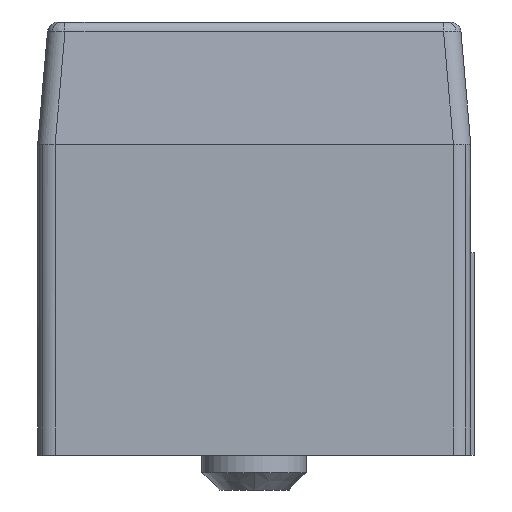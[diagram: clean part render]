
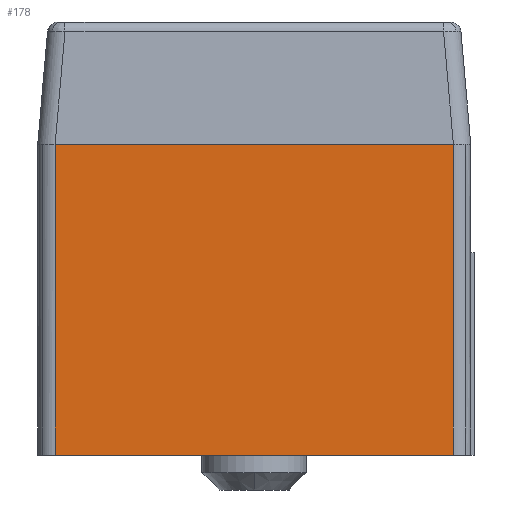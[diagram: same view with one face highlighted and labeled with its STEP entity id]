
A CAD part, front view. The second image highlights one B-rep face of the part: STEP entity #178.
In plain terms, the highlighted planar face has unit normal (0, -1, 0).
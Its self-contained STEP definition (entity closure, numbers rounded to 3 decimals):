
#169 = EDGE_CURVE ( 'NONE', #984, #985, #1178, .T. ) ;
#178 = ADVANCED_FACE ( 'NONE', ( #394 ), #1205, .F. ) ;
#198 = EDGE_CURVE ( 'NONE', #955, #950, #1299, .T. ) ;
#200 = EDGE_CURVE ( 'NONE', #985, #955, #1306, .T. ) ;
#202 = EDGE_CURVE ( 'NONE', #950, #984, #1314, .T. ) ;
#382 = VECTOR ( 'NONE', #1180, 1000. ) ;
#394 = FACE_OUTER_BOUND ( 'NONE', #883, .T. ) ;
#399 = AXIS2_PLACEMENT_3D ( 'NONE', #1206, #1207, #1208 ) ;
#431 = VECTOR ( 'NONE', #1301, 1000. ) ;
#432 = VECTOR ( 'NONE', #1308, 1000. ) ;
#433 = VECTOR ( 'NONE', #1316, 1000. ) ;
#793 = ORIENTED_EDGE ( 'NONE', *, *, #202, .F. ) ;
#796 = ORIENTED_EDGE ( 'NONE', *, *, #200, .F. ) ;
#797 = ORIENTED_EDGE ( 'NONE', *, *, #169, .F. ) ;
#799 = ORIENTED_EDGE ( 'NONE', *, *, #198, .F. ) ;
#883 = EDGE_LOOP ( 'NONE', ( #796, #797, #793, #799 ) ) ;
#950 = VERTEX_POINT ( 'NONE', #1814 ) ;
#955 = VERTEX_POINT ( 'NONE', #1819 ) ;
#984 = VERTEX_POINT ( 'NONE', #1848 ) ;
#985 = VERTEX_POINT ( 'NONE', #1849 ) ;
#1178 = LINE ( 'NONE', #1179, #382 ) ;
#1179 = CARTESIAN_POINT ( 'NONE',  ( 0.05, -16.65, -8.9 ) ) ;
#1180 = DIRECTION ( 'NONE',  ( -1., 0., 0. ) ) ;
#1205 = PLANE ( 'NONE',  #399 ) ;
#1206 = CARTESIAN_POINT ( 'NONE',  ( 5.702, -16.65, -8.9 ) ) ;
#1207 = DIRECTION ( 'NONE',  ( 0., 1., 0. ) ) ;
#1208 = DIRECTION ( 'NONE',  ( -1., 0., 0. ) ) ;
#1299 = LINE ( 'NONE', #1300, #431 ) ;
#1300 = CARTESIAN_POINT ( 'NONE',  ( 0., -16.65, 0. ) ) ;
#1301 = DIRECTION ( 'NONE',  ( 1., 0., 0. ) ) ;
#1306 = LINE ( 'NONE', #1307, #432 ) ;
#1307 = CARTESIAN_POINT ( 'NONE',  ( -5.702, -16.65, -4.45 ) ) ;
#1308 = DIRECTION ( 'NONE',  ( 0., 0., 1. ) ) ;
#1314 = LINE ( 'NONE', #1315, #433 ) ;
#1315 = CARTESIAN_POINT ( 'NONE',  ( 5.702, -16.65, -4.45 ) ) ;
#1316 = DIRECTION ( 'NONE',  ( 0., 0., -1. ) ) ;
#1814 = CARTESIAN_POINT ( 'NONE',  ( 5.702, -16.65, 0. ) ) ;
#1819 = CARTESIAN_POINT ( 'NONE',  ( -5.702, -16.65, 0. ) ) ;
#1848 = CARTESIAN_POINT ( 'NONE',  ( 5.702, -16.65, -8.9 ) ) ;
#1849 = CARTESIAN_POINT ( 'NONE',  ( -5.702, -16.65, -8.9 ) ) ;
